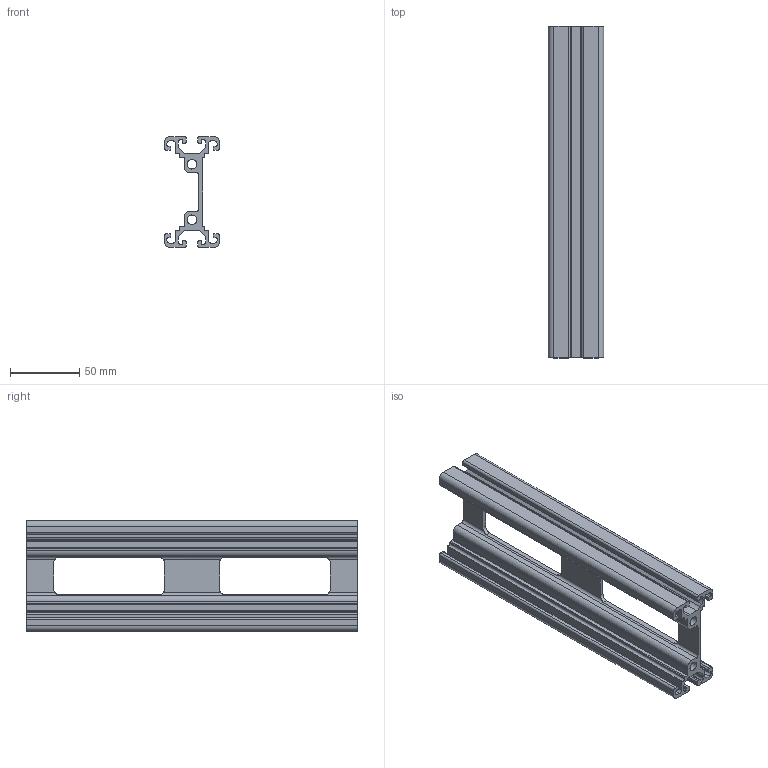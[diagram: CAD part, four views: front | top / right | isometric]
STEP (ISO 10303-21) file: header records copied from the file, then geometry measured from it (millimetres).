
FILE_DESCRIPTION( ( 'Unknown' ), '1' );
FILE_NAME( 'I8-4080SP2K.stp', 'Unknown', ( 'Unknown' ), ( 'Unknown' ), 'XStep 1.0', 'Unknown', ' ' );
FILE_SCHEMA( ( 'automotive_design' ) );
Length unit declared in the file: millimetre
Products named in the file (1): 1
Bounding box: 40 x 240 x 80 mm (x, y, z)
Volume: 172673.8 mm3; surface area: 115298.3 mm2
Topology: 1 solids, 1 shells, 190 faces, 570 edges, 380 vertices
Faces by surface type: cylinder 98, plane 92
Full cylindrical faces by diameter (mm): 6.8 x2
Entity records: 8084 total; most frequent: CARTESIAN_POINT 1227, DIRECTION 1138, ORIENTED_EDGE 1136, EDGE_CURVE 568, AXIS2_PLACEMENT_3D 387, VERTEX_POINT 380, LINE 364, VECTOR 364
